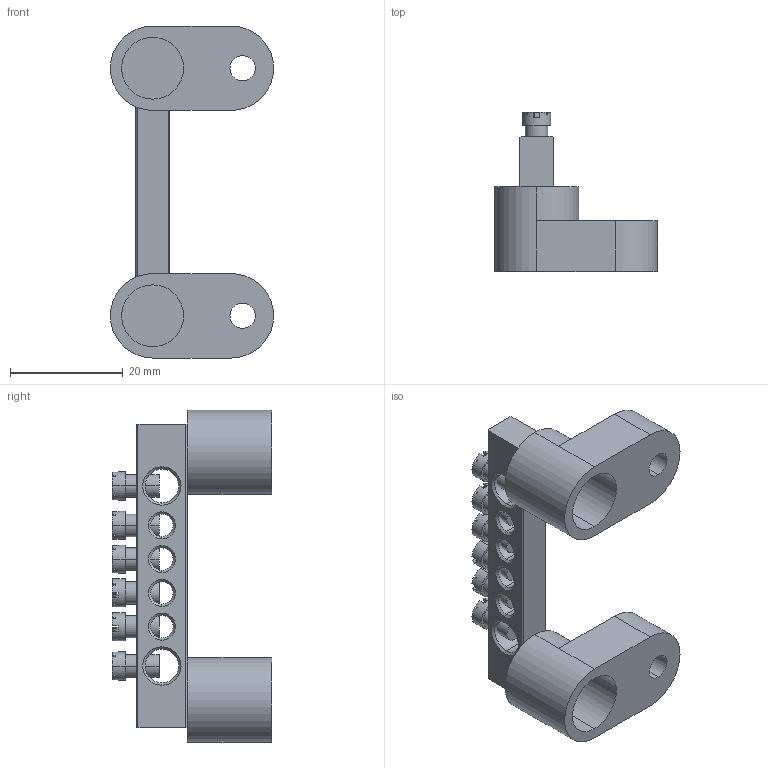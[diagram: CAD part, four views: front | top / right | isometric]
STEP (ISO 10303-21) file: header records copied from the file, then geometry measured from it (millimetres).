
FILE_DESCRIPTION (( 'STEP AP214' ), '1' );
FILE_NAME ('YNN10-69-6C2-K05 Øèíà PE çåìëÿ íà äâóõ óãëîâûõ èçîë ØÍÈ-6õ9-6-Ó2-Æ ÈÝÊ.STEP', '2016-08-24T06:04:53', ( 'user' ), ( '' ), 'SwSTEP 2.0', 'SolidWorks 2014', '' );
FILE_SCHEMA (( 'AUTOMOTIVE_DESIGN' ));
Length unit declared in the file: millimetre
Products named in the file (4): YNN10-69-6C2-K05 Øèíà PE çåìëÿ íà äâóõ óãëîâûõ èçîë ØÍÈ-6õ9-6-Ó2-Æ ÈÝÊ; Âèíò_Œ4; Øèíà ÂõÍ n-2_6å9 6-2; Óãëîâîé èçîëÿòîð äëÿ 0 øèíû æ¸ëòûé
Assembly tree (9 placements, depth 2):
  YNN10-69-6C2-K05 Øèíà PE çåìëÿ íà äâóõ óãëîâûõ èçîë ØÍÈ-6õ9-6-Ó2-Æ ÈÝÊ
    Óãëîâîé èçîëÿòîð äëÿ 0 øèíû æ¸ëòûé  x2
    Øèíà ÂõÍ n-2_6å9 6-2
    Âèíò_Œ4  x6
Bounding box: 29 x 28.3 x 59 mm (x, y, z)
Volume: 9518 mm3; surface area: 7499.5 mm2
Topology: 9 solids, 9 shells, 344 faces, 910 edges, 586 vertices
Faces by surface type: plane 208, cone 70, cylinder 66
Entity records: 4687 total; most frequent: CARTESIAN_POINT 1066, DIRECTION 719, ORIENTED_EDGE 650, EDGE_CURVE 325, AXIS2_PLACEMENT_3D 278, VERTEX_POINT 203, EDGE_LOOP 164, LINE 163
